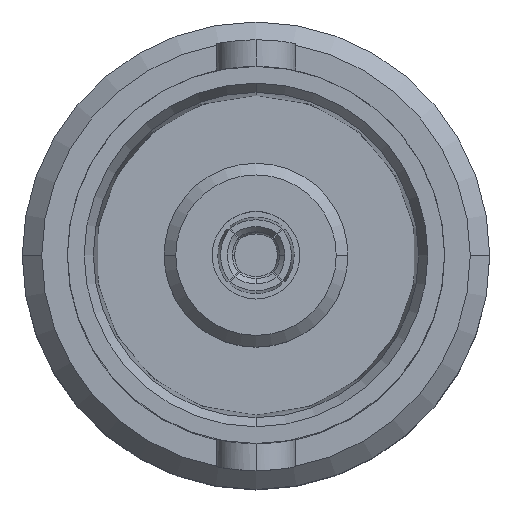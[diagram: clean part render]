
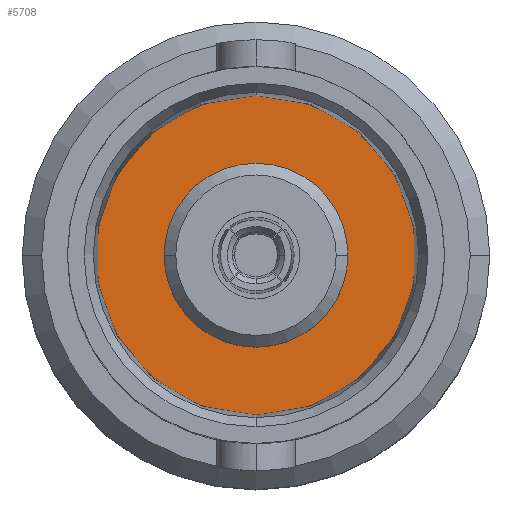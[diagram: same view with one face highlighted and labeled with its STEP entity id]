
A CAD part, top view. The second image highlights one B-rep face of the part: STEP entity #5708.
In plain terms, the highlighted planar face has unit normal (0, 0, 1).
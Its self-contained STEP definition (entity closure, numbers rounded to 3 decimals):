
#196 = EDGE_CURVE ( 'NONE', #5403, #6264, #2708, .T. ) ;
#281 = DIRECTION ( 'NONE',  ( 0., 0., 1. ) ) ;
#402 = EDGE_LOOP ( 'NONE', ( #3732, #3037 ) ) ;
#805 = CIRCLE ( 'NONE', #4826, 2.36 ) ;
#1243 = CARTESIAN_POINT ( 'NONE',  ( 0., 0., -5.455 ) ) ;
#1260 = DIRECTION ( 'NONE',  ( 0., 0., 1. ) ) ;
#1379 = CARTESIAN_POINT ( 'NONE',  ( 0., -4.102, -5.455 ) ) ;
#1608 = CIRCLE ( 'NONE', #3883, 4.102 ) ;
#1642 = AXIS2_PLACEMENT_3D ( 'NONE', #3647, #281, #4226 ) ;
#1784 = EDGE_LOOP ( 'NONE', ( #4169, #7193 ) ) ;
#2012 = CARTESIAN_POINT ( 'NONE',  ( -2.36, 0., -5.455 ) ) ;
#2060 = DIRECTION ( 'NONE',  ( 0., 0., 1. ) ) ;
#2309 = FACE_BOUND ( 'NONE', #402, .T. ) ;
#2653 = DIRECTION ( 'NONE',  ( -1., 0., 0. ) ) ;
#2708 = CIRCLE ( 'NONE', #5298, 2.36 ) ;
#2735 = CIRCLE ( 'NONE', #1642, 4.102 ) ;
#2964 = DIRECTION ( 'NONE',  ( -1., 0., 0. ) ) ;
#3037 = ORIENTED_EDGE ( 'NONE', *, *, #196, .F. ) ;
#3273 = CARTESIAN_POINT ( 'NONE',  ( 2.36, 0., -5.455 ) ) ;
#3357 = CARTESIAN_POINT ( 'NONE',  ( 0., 0., -5.455 ) ) ;
#3580 = EDGE_CURVE ( 'NONE', #6614, #5640, #1608, .T. ) ;
#3623 = FACE_OUTER_BOUND ( 'NONE', #1784, .T. ) ;
#3647 = CARTESIAN_POINT ( 'NONE',  ( 0., 0., -5.455 ) ) ;
#3732 = ORIENTED_EDGE ( 'NONE', *, *, #5710, .F. ) ;
#3883 = AXIS2_PLACEMENT_3D ( 'NONE', #3357, #2060, #2653 ) ;
#4169 = ORIENTED_EDGE ( 'NONE', *, *, #3580, .T. ) ;
#4226 = DIRECTION ( 'NONE',  ( -1., 0., 0. ) ) ;
#4566 = CARTESIAN_POINT ( 'NONE',  ( 0., 4.102, -5.455 ) ) ;
#4673 = CARTESIAN_POINT ( 'NONE',  ( 0., 0., -5.455 ) ) ;
#4826 = AXIS2_PLACEMENT_3D ( 'NONE', #4673, #1260, #5262 ) ;
#5233 = AXIS2_PLACEMENT_3D ( 'NONE', #1243, #6397, #2964 ) ;
#5238 = PLANE ( 'NONE',  #5233 ) ;
#5262 = DIRECTION ( 'NONE',  ( -1., 0., 0. ) ) ;
#5298 = AXIS2_PLACEMENT_3D ( 'NONE', #6799, #6749, #6675 ) ;
#5403 = VERTEX_POINT ( 'NONE', #2012 ) ;
#5640 = VERTEX_POINT ( 'NONE', #4566 ) ;
#5708 = ADVANCED_FACE ( 'NONE', ( #2309, #3623 ), #5238, .F. ) ;
#5710 = EDGE_CURVE ( 'NONE', #6264, #5403, #805, .T. ) ;
#5875 = EDGE_CURVE ( 'NONE', #5640, #6614, #2735, .T. ) ;
#6264 = VERTEX_POINT ( 'NONE', #3273 ) ;
#6397 = DIRECTION ( 'NONE',  ( 0., 0., -1. ) ) ;
#6614 = VERTEX_POINT ( 'NONE', #1379 ) ;
#6675 = DIRECTION ( 'NONE',  ( -1., 0., 0. ) ) ;
#6749 = DIRECTION ( 'NONE',  ( 0., 0., 1. ) ) ;
#6799 = CARTESIAN_POINT ( 'NONE',  ( 0., 0., -5.455 ) ) ;
#7193 = ORIENTED_EDGE ( 'NONE', *, *, #5875, .T. ) ;
